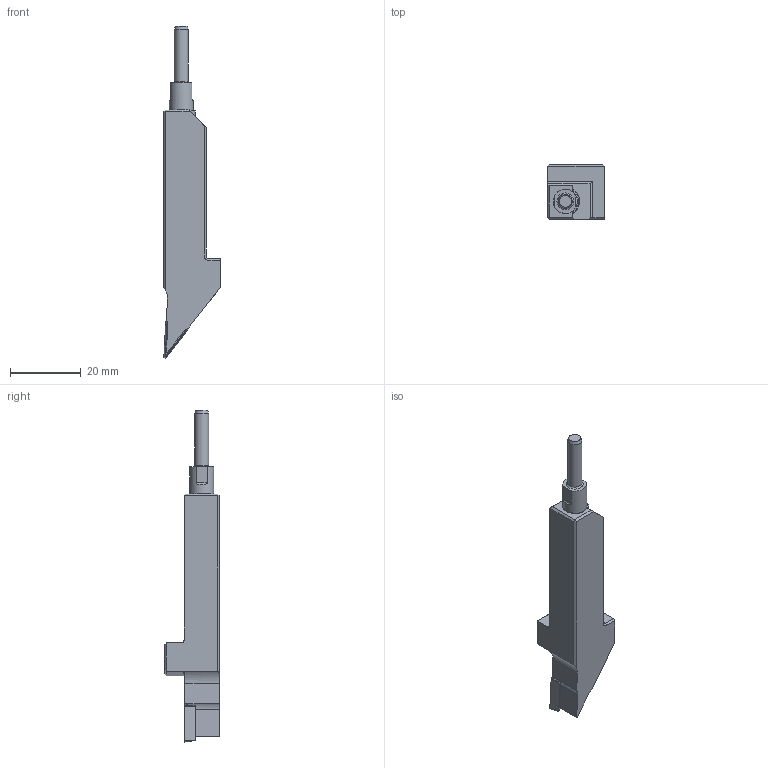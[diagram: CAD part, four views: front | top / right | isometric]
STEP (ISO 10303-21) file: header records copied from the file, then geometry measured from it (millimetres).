
FILE_DESCRIPTION(/* description */ (''),/* implementation_level */ '2;1');
FILE_NAME(/* name */ '1686225749018.stp',/* time_stamp */ '2023-06-08T17:32:39+05:00',/* author */ (''),/* organization */ ('SMS'),/* preprocessor_version */ 'ST-DEVELOPER v16.7',/* originating_system */ 'SIEMENS PLM Software NX 12.0',/* authorisation */ '');
FILE_SCHEMA (('AUTOMOTIVE_DESIGN { 1 0 10303 214 3 1 1 1 }'));
Length unit declared in the file: millimetre
Products named in the file (4): ASSEMBLY_CONSTRUCTION; IsoTurningInsert; 204769582mod000_00; 204769581mod000_00
Assembly tree (3 placements, depth 2):
  204769581mod000_00
    204769582mod000_00
    IsoTurningInsert
    ASSEMBLY_CONSTRUCTION
Bounding box: 16 x 15.5 x 93.75 mm (x, y, z)
Volume: 8819.6 mm3; surface area: 3941.7 mm2
Topology: 2 solids, 2 shells, 76 faces, 190 edges, 128 vertices
Faces by surface type: plane 44, cylinder 14, cone 9, torus 6, bspline 2, sphere 1
Full cylindrical faces by diameter (mm): 2.8 x2, 3.45 x1, 3.95 x1, 6.75 x1
Entity records: 3563 total; most frequent: CARTESIAN_POINT 1644, DIRECTION 380, ORIENTED_EDGE 338, EDGE_CURVE 169, AXIS2_PLACEMENT_3D 137, VERTEX_POINT 114, LINE 106, VECTOR 106
